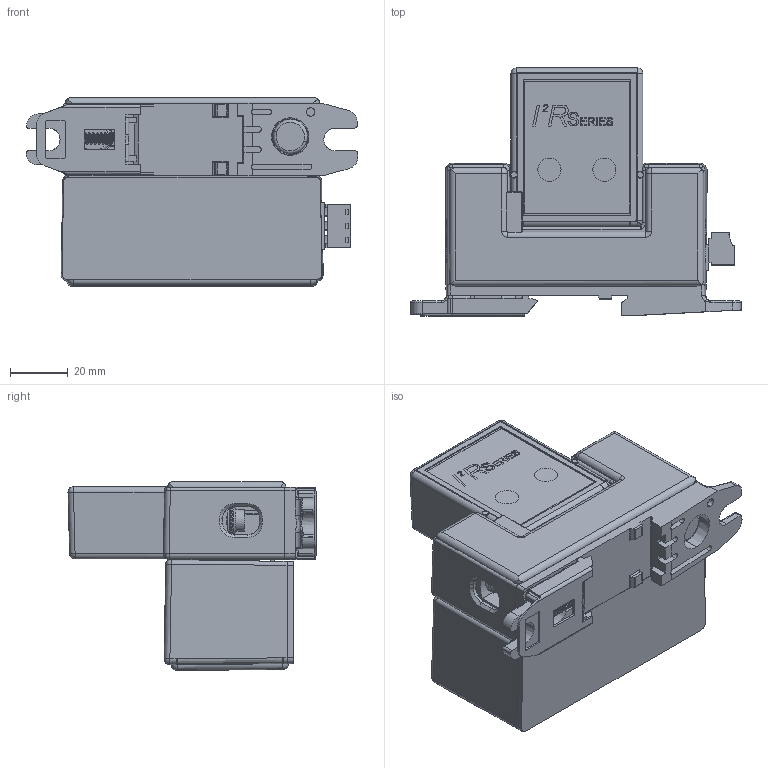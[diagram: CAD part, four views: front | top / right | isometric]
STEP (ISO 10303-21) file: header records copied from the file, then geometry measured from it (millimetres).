
FILE_DESCRIPTION (( 'STEP AP214' ), '1' );
FILE_NAME ('1101-515-1100-E.STEP', '2019-01-16T17:15:50', ( '' ), ( '' ), 'SwSTEP 2.0', 'SolidWorks 2018', '' );
FILE_SCHEMA (( 'AUTOMOTIVE_DESIGN' ));
Length unit declared in the file: inch
Products named in the file (30): 2500-206; 2001-138; 1000-940; 2004-071; 2001-137; plug1^2500-208; 2500-160; 2250-588; 2003-1187; 2500-207; 2400-163; 2001-136_2001-136; 2200-272; 2003-1375; 2102-194; 2004-073; 2107-225_Bent; 2003-1052; 1101-515-1100-E; 1000-850; 2004-072; 2500-208; 2003-1188; 2102-195; 3800-184; plug2^2500-208; 2500-161 ; 2105-250; Lug^2105-250; SSHDOGSLT 0.4375-20x0.4375-S
Assembly tree (35 placements, depth 4):
  1101-515-1100-E
    2250-588
      1000-940
        2001-136_2001-136
        2004-071
      2001-138
      2500-206
      2004-073
      2200-272
      2500-207
      2500-160
      2500-208
        plug1^2500-208
        plug2^2500-208  x2
      2105-250  x2
        Lug^2105-250
        SSHDOGSLT 0.4375-20x0.4375-S
      2102-194  x3
      2400-163  x2
      3800-184
      2003-1375
    1000-850
      2001-137
      2004-072
      2102-195  x2
      2003-1187
      2003-1188
      2003-1052
      2107-225_Bent
    2500-161 
Bounding box: 114.63 x 85.77 x 65.32 mm (x, y, z)
Volume: 118044.4 mm3; surface area: 125716.6 mm2
Topology: 58 solids, 58 shells, 3853 faces, 9983 edges, 6441 vertices
Faces by surface type: plane 2084, cylinder 677, bspline 483, cone 455, torus 104, sphere 50
Entity records: 163855 total; most frequent: CARTESIAN_POINT 57279, ORIENTED_EDGE 18042, DIRECTION 15423, EDGE_CURVE 9021, LINE 5985, VECTOR 5985, VERTEX_POINT 5855, AXIS2_PLACEMENT_3D 4719
